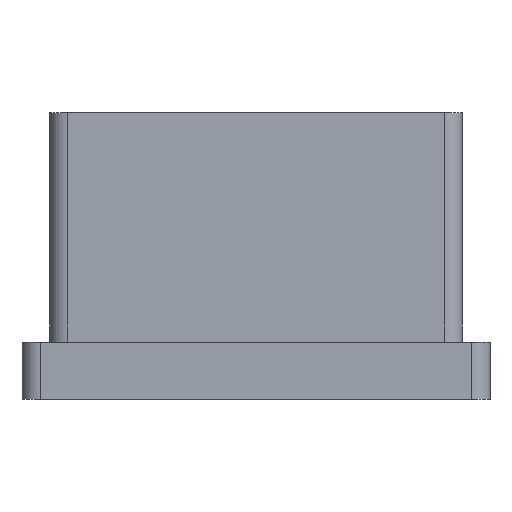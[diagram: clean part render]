
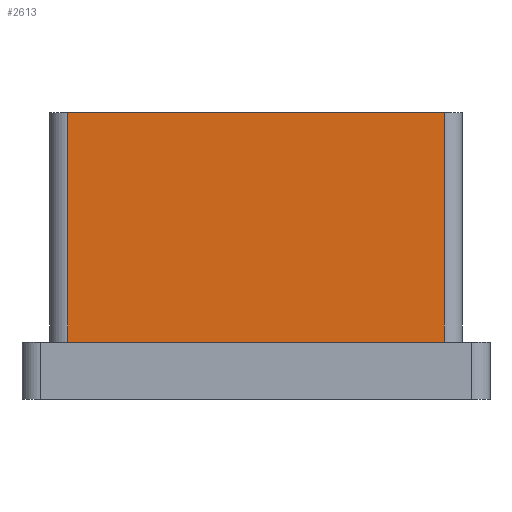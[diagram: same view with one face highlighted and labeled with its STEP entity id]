
A CAD part, front view. The second image highlights one B-rep face of the part: STEP entity #2613.
In plain terms, the highlighted planar face has unit normal (0, -1, 0).
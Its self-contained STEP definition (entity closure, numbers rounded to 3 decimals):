
#204=PLANE('',#2781);
#267=FACE_OUTER_BOUND('',#416,.T.);
#416=EDGE_LOOP('',(#1799,#1800,#1801,#1802));
#598=LINE('',#3564,#824);
#599=LINE('',#3566,#825);
#600=LINE('',#3568,#826);
#601=LINE('',#3569,#827);
#824=VECTOR('',#2992,10.414);
#825=VECTOR('',#2993,6.35);
#826=VECTOR('',#2994,10.414);
#827=VECTOR('',#2995,6.35);
#1119=VERTEX_POINT('',#3562);
#1120=VERTEX_POINT('',#3563);
#1121=VERTEX_POINT('',#3565);
#1122=VERTEX_POINT('',#3567);
#1392=EDGE_CURVE('',#1119,#1120,#598,.T.);
#1393=EDGE_CURVE('',#1119,#1121,#599,.T.);
#1394=EDGE_CURVE('',#1121,#1122,#600,.T.);
#1395=EDGE_CURVE('',#1122,#1120,#601,.T.);
#1799=ORIENTED_EDGE('',*,*,#1392,.F.);
#1800=ORIENTED_EDGE('',*,*,#1393,.T.);
#1801=ORIENTED_EDGE('',*,*,#1394,.T.);
#1802=ORIENTED_EDGE('',*,*,#1395,.T.);
#2613=ADVANCED_FACE('',(#267),#204,.T.);
#2781=AXIS2_PLACEMENT_3D('',#3561,#2990,#2991);
#2990=DIRECTION('center_axis',(0.,-1.,0.));
#2991=DIRECTION('ref_axis',(0.,0.,-1.));
#2992=DIRECTION('',(1.,0.,0.));
#2993=DIRECTION('',(0.,0.,-1.));
#2994=DIRECTION('',(1.,0.,0.));
#2995=DIRECTION('',(0.,0.,1.));
#3561=CARTESIAN_POINT('Origin',(-5.715,-5.715,-4.572));
#3562=CARTESIAN_POINT('',(-5.207,-5.715,1.778));
#3563=CARTESIAN_POINT('',(5.207,-5.715,1.778));
#3564=CARTESIAN_POINT('',(-5.207,-5.715,1.778));
#3565=CARTESIAN_POINT('',(-5.207,-5.715,-4.572));
#3566=CARTESIAN_POINT('',(-5.207,-5.715,1.778));
#3567=CARTESIAN_POINT('',(5.207,-5.715,-4.572));
#3568=CARTESIAN_POINT('',(-5.207,-5.715,-4.572));
#3569=CARTESIAN_POINT('',(5.207,-5.715,-4.572));
